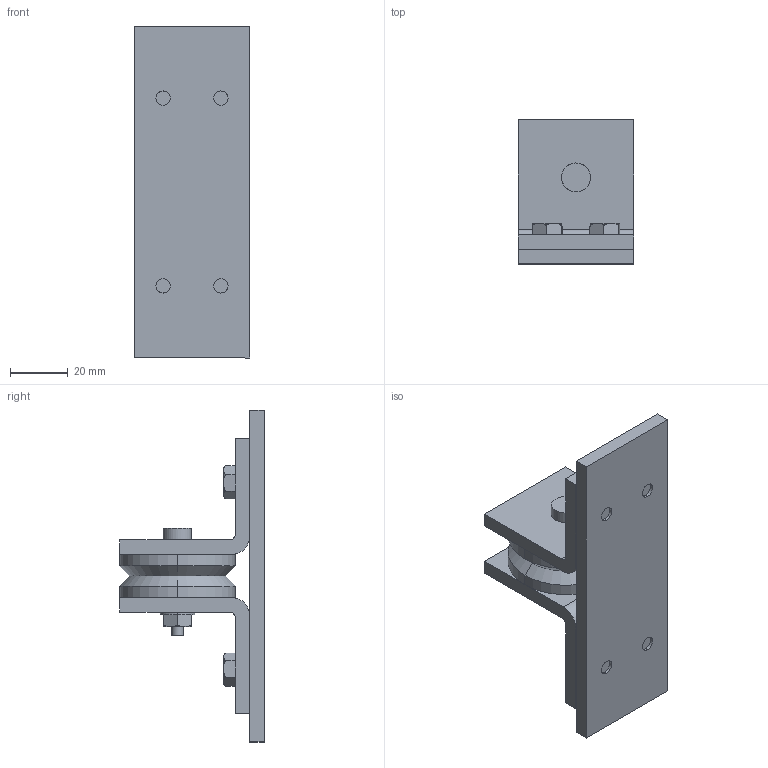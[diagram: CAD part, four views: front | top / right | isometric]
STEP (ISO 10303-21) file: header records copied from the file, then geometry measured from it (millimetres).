
FILE_DESCRIPTION (( 'STEP AP214' ), '1' );
FILE_NAME ('wheel-support-assembly.STEP', '2025-07-13T18:41:04', ( '' ), ( '' ), 'SwSTEP 2.0', 'SolidWorks 2025', '' );
FILE_SCHEMA (( 'AUTOMOTIVE_DESIGN' ));
Length unit declared in the file: millimetre
Products named in the file (9): bolt; nut; wheel; wheel-support-assembly; base; bush; washer; support; shoulder-screw
Assembly tree (13 placements, depth 2):
  wheel-support-assembly
    base
    support  x2
    bolt  x4
    nut
    wheel
    shoulder-screw
    bush  x2
    washer
Bounding box: 40 x 50 x 115 mm (x, y, z)
Volume: 66235.1 mm3; surface area: 36174.1 mm2
Topology: 13 solids, 13 shells, 162 faces, 362 edges, 236 vertices
Faces by surface type: plane 82, cylinder 66, torus 10, cone 4
Entity records: 3462 total; most frequent: CARTESIAN_POINT 779, DIRECTION 552, ORIENTED_EDGE 448, EDGE_CURVE 224, AXIS2_PLACEMENT_3D 223, VERTEX_POINT 146, EDGE_LOOP 130, LINE 106
